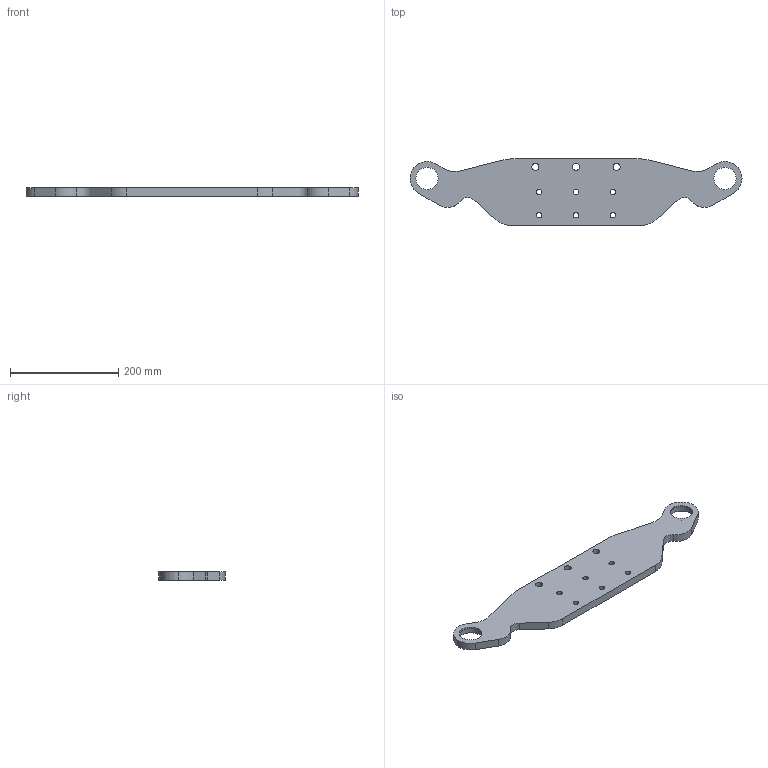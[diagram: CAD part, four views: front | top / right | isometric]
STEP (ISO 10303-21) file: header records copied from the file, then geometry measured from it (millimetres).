
FILE_DESCRIPTION (( 'STEP AP214' ), '1' );
FILE_NAME ('100034.B.Couvercle pont.STEP', '2018-07-03T20:09:01', ( '' ), ( '' ), 'SwSTEP 2.0', 'SolidWorks 2015', '' );
FILE_SCHEMA (( 'AUTOMOTIVE_DESIGN' ));
Length unit declared in the file: millimetre
Products named in the file (1): 100034.B.Couvercle pont
Bounding box: 613 x 123 x 15 mm (x, y, z)
Volume: 793167.5 mm3; surface area: 138129.3 mm2
Topology: 1 solids, 1 shells, 85 faces, 227 edges, 138 vertices
Faces by surface type: cylinder 55, cone 16, plane 14
Entity records: 2825 total; most frequent: DIRECTION 493, CARTESIAN_POINT 435, ORIENTED_EDGE 422, EDGE_CURVE 211, AXIS2_PLACEMENT_3D 196, VERTEX_POINT 138, EDGE_LOOP 117, CIRCLE 110
